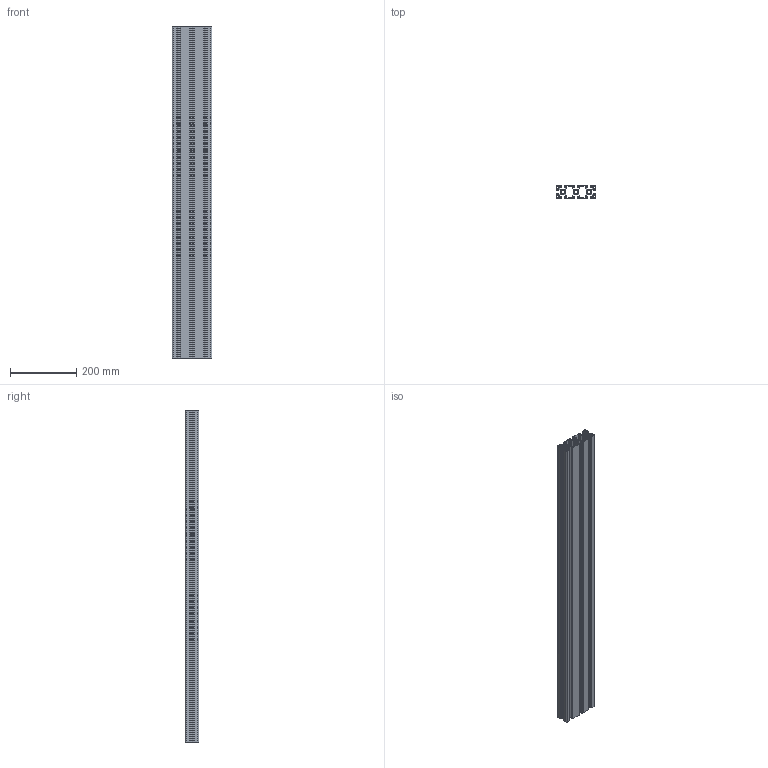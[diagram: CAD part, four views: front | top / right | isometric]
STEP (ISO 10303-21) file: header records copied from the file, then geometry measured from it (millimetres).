
FILE_DESCRIPTION (( 'STEP AP203' ), '1' );
FILE_NAME ('40ñåðèÿ 10 ïàç 40õ120L.STEP', '2023-06-05T07:35:04', ( 'user' ), ( '' ), 'SwSTEP 2.0', 'SolidWorks 2022', '' );
FILE_SCHEMA (( 'CONFIG_CONTROL_DESIGN' ));
Length unit declared in the file: millimetre
Products named in the file (1): 40серия 10 паз 40х120L
Bounding box: 120 x 40 x 1000 mm (x, y, z)
Volume: 1251517.5 mm3; surface area: 1164294.4 mm2
Topology: 1 solids, 1 shells, 544 faces, 1626 edges, 1084 vertices
Faces by surface type: cylinder 338, plane 206
Entity records: 18699 total; most frequent: DIRECTION 3392, CARTESIAN_POINT 3255, ORIENTED_EDGE 3252, EDGE_CURVE 1626, AXIS2_PLACEMENT_3D 1221, VERTEX_POINT 1084, LINE 950, VECTOR 950
